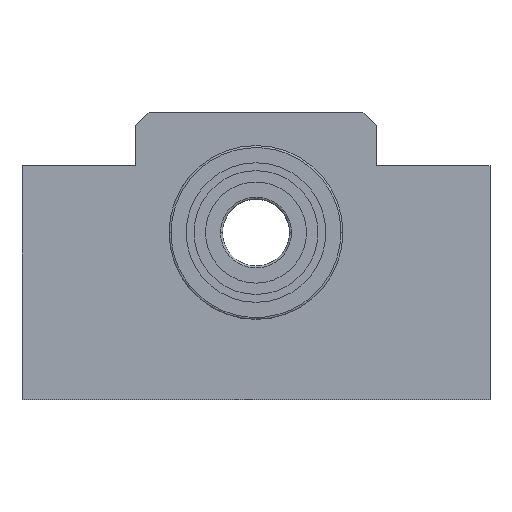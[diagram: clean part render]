
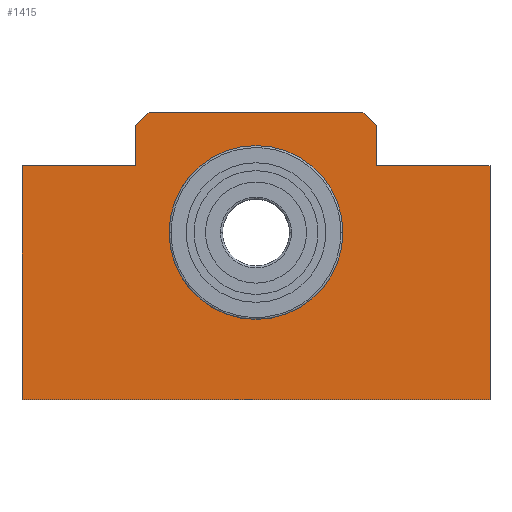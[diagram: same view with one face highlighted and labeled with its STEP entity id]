
A CAD part, top view. The second image highlights one B-rep face of the part: STEP entity #1415.
In plain terms, the highlighted planar face has unit normal (0, 0, 1).
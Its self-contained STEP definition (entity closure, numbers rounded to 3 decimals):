
#29 = CARTESIAN_POINT ( 'NONE',  ( 18., 16., 0. ) ) ;
#30 = CARTESIAN_POINT ( 'NONE',  ( 18., 10., 0. ) ) ;
#45 = DIRECTION ( 'NONE',  ( 0., -1., 0. ) ) ;
#46 = EDGE_LOOP ( 'NONE', ( #1899, #625 ) ) ;
#59 = LINE ( 'NONE', #1922, #1586 ) ;
#62 = VECTOR ( 'NONE', #231, 1000. ) ;
#97 = CARTESIAN_POINT ( 'NONE',  ( 35., -25., 0. ) ) ;
#122 = CARTESIAN_POINT ( 'NONE',  ( -18., 10., 0. ) ) ;
#161 = VERTEX_POINT ( 'NONE', #30 ) ;
#164 = DIRECTION ( 'NONE',  ( 0.707, -0.707, 0. ) ) ;
#171 = VECTOR ( 'NONE', #1643, 1000. ) ;
#205 = VECTOR ( 'NONE', #681, 1000. ) ;
#227 = VECTOR ( 'NONE', #507, 1000. ) ;
#231 = DIRECTION ( 'NONE',  ( 0., 1., 0. ) ) ;
#247 = CARTESIAN_POINT ( 'NONE',  ( 35., -24., 0. ) ) ;
#260 = CARTESIAN_POINT ( 'NONE',  ( 35., 10., 0. ) ) ;
#268 = PLANE ( 'NONE',  #2039 ) ;
#294 = EDGE_CURVE ( 'NONE', #1028, #717, #1947, .T. ) ;
#319 = DIRECTION ( 'NONE',  ( 0.707, 0.707, 0. ) ) ;
#334 = ORIENTED_EDGE ( 'NONE', *, *, #294, .F. ) ;
#378 = CARTESIAN_POINT ( 'NONE',  ( 18., 16., 0. ) ) ;
#414 = VECTOR ( 'NONE', #1383, 1000. ) ;
#445 = CARTESIAN_POINT ( 'NONE',  ( -18., 16., 0. ) ) ;
#462 = LINE ( 'NONE', #247, #524 ) ;
#470 = VERTEX_POINT ( 'NONE', #716 ) ;
#485 = DIRECTION ( 'NONE',  ( -1., 0., 0. ) ) ;
#492 = CIRCLE ( 'NONE', #802, 13. ) ;
#507 = DIRECTION ( 'NONE',  ( 0., -1., 0. ) ) ;
#524 = VECTOR ( 'NONE', #45, 1000. ) ;
#526 = CARTESIAN_POINT ( 'NONE',  ( -16., 18., 0. ) ) ;
#585 = LINE ( 'NONE', #378, #1549 ) ;
#625 = ORIENTED_EDGE ( 'NONE', *, *, #1726, .T. ) ;
#641 = VECTOR ( 'NONE', #1521, 1000. ) ;
#662 = LINE ( 'NONE', #445, #62 ) ;
#667 = VECTOR ( 'NONE', #319, 1000. ) ;
#681 = DIRECTION ( 'NONE',  ( -1., 0., 0. ) ) ;
#700 = DIRECTION ( 'NONE',  ( 0., 0., -1. ) ) ;
#716 = CARTESIAN_POINT ( 'NONE',  ( -13., 0., 0. ) ) ;
#717 = VERTEX_POINT ( 'NONE', #1647 ) ;
#719 = CARTESIAN_POINT ( 'NONE',  ( 18., -1., 0. ) ) ;
#744 = LINE ( 'NONE', #526, #667 ) ;
#760 = DIRECTION ( 'NONE',  ( -1., 0., 0. ) ) ;
#769 = EDGE_CURVE ( 'NONE', #845, #976, #744, .T. ) ;
#802 = AXIS2_PLACEMENT_3D ( 'NONE', #925, #700, #485 ) ;
#807 = EDGE_CURVE ( 'NONE', #470, #1573, #1134, .T. ) ;
#845 = VERTEX_POINT ( 'NONE', #1558 ) ;
#886 = ORIENTED_EDGE ( 'NONE', *, *, #955, .F. ) ;
#900 = CARTESIAN_POINT ( 'NONE',  ( 35., 10., 0. ) ) ;
#907 = VERTEX_POINT ( 'NONE', #1713 ) ;
#910 = ORIENTED_EDGE ( 'NONE', *, *, #769, .F. ) ;
#925 = CARTESIAN_POINT ( 'NONE',  ( 0., 0., 0. ) ) ;
#945 = LINE ( 'NONE', #719, #227 ) ;
#955 = EDGE_CURVE ( 'NONE', #717, #1696, #2060, .T. ) ;
#960 = ORIENTED_EDGE ( 'NONE', *, *, #1686, .F. ) ;
#976 = VERTEX_POINT ( 'NONE', #1173 ) ;
#984 = DIRECTION ( 'NONE',  ( 0., 0., -1. ) ) ;
#1028 = VERTEX_POINT ( 'NONE', #97 ) ;
#1078 = DIRECTION ( 'NONE',  ( 1., 0., 0. ) ) ;
#1093 = VERTEX_POINT ( 'NONE', #122 ) ;
#1100 = AXIS2_PLACEMENT_3D ( 'NONE', #1190, #984, #760 ) ;
#1111 = LINE ( 'NONE', #900, #205 ) ;
#1120 = EDGE_CURVE ( 'NONE', #1093, #845, #662, .T. ) ;
#1134 = CIRCLE ( 'NONE', #1100, 13. ) ;
#1173 = CARTESIAN_POINT ( 'NONE',  ( -16., 18., 0. ) ) ;
#1174 = CARTESIAN_POINT ( 'NONE',  ( 13., 0., 0. ) ) ;
#1188 = CARTESIAN_POINT ( 'NONE',  ( -35., 10., 0. ) ) ;
#1190 = CARTESIAN_POINT ( 'NONE',  ( 0., 0., 0. ) ) ;
#1294 = DIRECTION ( 'NONE',  ( 0., 0., 1. ) ) ;
#1316 = ORIENTED_EDGE ( 'NONE', *, *, #1382, .F. ) ;
#1335 = VERTEX_POINT ( 'NONE', #29 ) ;
#1378 = FACE_BOUND ( 'NONE', #46, .T. ) ;
#1382 = EDGE_CURVE ( 'NONE', #1335, #161, #945, .T. ) ;
#1383 = DIRECTION ( 'NONE',  ( 1., 0., 0. ) ) ;
#1412 = EDGE_CURVE ( 'NONE', #1093, #1696, #59, .T. ) ;
#1415 = ADVANCED_FACE ( 'NONE', ( #1631, #1378 ), #268, .T. ) ;
#1433 = EDGE_LOOP ( 'NONE', ( #1561, #1796, #1316, #960, #1709, #910, #1945, #2025, #886, #334 ) ) ;
#1499 = CARTESIAN_POINT ( 'NONE',  ( 0., 0., 0. ) ) ;
#1521 = DIRECTION ( 'NONE',  ( -1., 0., 0. ) ) ;
#1549 = VECTOR ( 'NONE', #164, 1000. ) ;
#1558 = CARTESIAN_POINT ( 'NONE',  ( -18., 16., 0. ) ) ;
#1561 = ORIENTED_EDGE ( 'NONE', *, *, #1874, .F. ) ;
#1572 = EDGE_CURVE ( 'NONE', #976, #907, #1798, .T. ) ;
#1573 = VERTEX_POINT ( 'NONE', #1174 ) ;
#1586 = VECTOR ( 'NONE', #1705, 1000. ) ;
#1590 = CARTESIAN_POINT ( 'NONE',  ( 16., 18., 0. ) ) ;
#1609 = VERTEX_POINT ( 'NONE', #260 ) ;
#1631 = FACE_OUTER_BOUND ( 'NONE', #1433, .T. ) ;
#1643 = DIRECTION ( 'NONE',  ( 0., 1., 0. ) ) ;
#1647 = CARTESIAN_POINT ( 'NONE',  ( -35., -25., 0. ) ) ;
#1686 = EDGE_CURVE ( 'NONE', #907, #1335, #585, .T. ) ;
#1696 = VERTEX_POINT ( 'NONE', #1188 ) ;
#1705 = DIRECTION ( 'NONE',  ( -1., 0., 0. ) ) ;
#1709 = ORIENTED_EDGE ( 'NONE', *, *, #1572, .F. ) ;
#1713 = CARTESIAN_POINT ( 'NONE',  ( 16., 18., 0. ) ) ;
#1726 = EDGE_CURVE ( 'NONE', #1573, #470, #492, .T. ) ;
#1731 = CARTESIAN_POINT ( 'NONE',  ( -34., -25., 0. ) ) ;
#1796 = ORIENTED_EDGE ( 'NONE', *, *, #1859, .T. ) ;
#1798 = LINE ( 'NONE', #1590, #414 ) ;
#1842 = CARTESIAN_POINT ( 'NONE',  ( -35., -2., 0. ) ) ;
#1859 = EDGE_CURVE ( 'NONE', #1609, #161, #1111, .T. ) ;
#1874 = EDGE_CURVE ( 'NONE', #1609, #1028, #462, .T. ) ;
#1899 = ORIENTED_EDGE ( 'NONE', *, *, #807, .T. ) ;
#1922 = CARTESIAN_POINT ( 'NONE',  ( -18., 10., 0. ) ) ;
#1945 = ORIENTED_EDGE ( 'NONE', *, *, #1120, .F. ) ;
#1947 = LINE ( 'NONE', #1731, #641 ) ;
#2025 = ORIENTED_EDGE ( 'NONE', *, *, #1412, .T. ) ;
#2039 = AXIS2_PLACEMENT_3D ( 'NONE', #1499, #1294, #1078 ) ;
#2060 = LINE ( 'NONE', #1842, #171 ) ;
